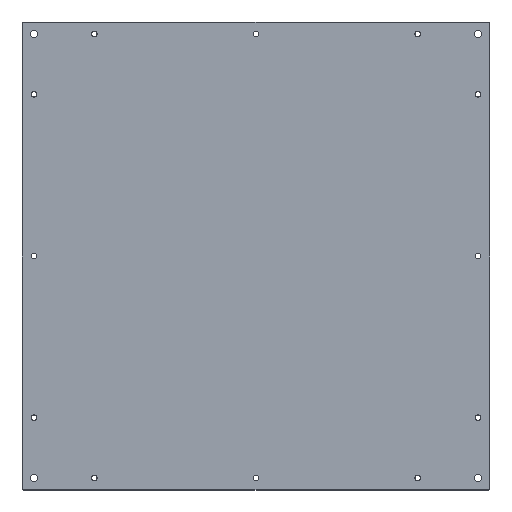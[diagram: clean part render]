
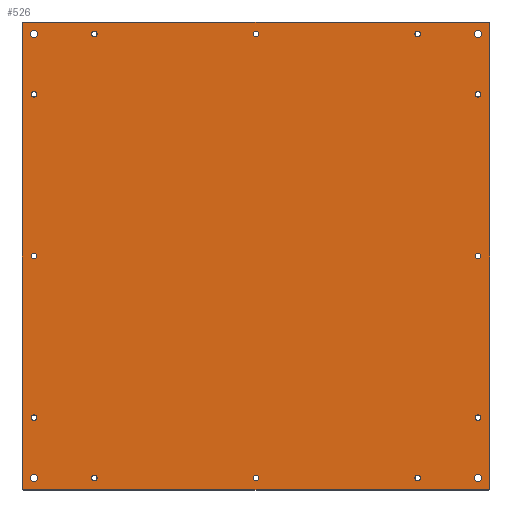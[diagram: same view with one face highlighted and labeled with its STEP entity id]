
A CAD part, top view. The second image highlights one B-rep face of the part: STEP entity #526.
In plain terms, the highlighted planar face has unit normal (0, 0, 1).
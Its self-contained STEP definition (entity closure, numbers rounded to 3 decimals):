
#34=FACE_BOUND('',#93,.T.);
#35=FACE_BOUND('',#94,.T.);
#36=FACE_BOUND('',#95,.T.);
#37=FACE_BOUND('',#96,.T.);
#38=FACE_BOUND('',#97,.T.);
#39=FACE_BOUND('',#98,.T.);
#40=FACE_BOUND('',#99,.T.);
#41=FACE_BOUND('',#100,.T.);
#42=FACE_BOUND('',#101,.T.);
#43=FACE_BOUND('',#102,.T.);
#44=FACE_BOUND('',#103,.T.);
#45=FACE_BOUND('',#104,.T.);
#46=FACE_BOUND('',#105,.T.);
#47=FACE_BOUND('',#106,.T.);
#48=FACE_BOUND('',#107,.T.);
#49=FACE_BOUND('',#108,.T.);
#66=FACE_OUTER_BOUND('',#92,.T.);
#92=EDGE_LOOP('',(#374,#375,#376,#377,#378,#379,#380,#381));
#93=EDGE_LOOP('',(#382));
#94=EDGE_LOOP('',(#383));
#95=EDGE_LOOP('',(#384));
#96=EDGE_LOOP('',(#385));
#97=EDGE_LOOP('',(#386));
#98=EDGE_LOOP('',(#387));
#99=EDGE_LOOP('',(#388));
#100=EDGE_LOOP('',(#389));
#101=EDGE_LOOP('',(#390));
#102=EDGE_LOOP('',(#391));
#103=EDGE_LOOP('',(#392));
#104=EDGE_LOOP('',(#393));
#105=EDGE_LOOP('',(#394));
#106=EDGE_LOOP('',(#395));
#107=EDGE_LOOP('',(#396));
#108=EDGE_LOOP('',(#397));
#150=LINE('',#804,#182);
#151=LINE('',#808,#183);
#152=LINE('',#812,#184);
#153=LINE('',#815,#185);
#182=VECTOR('',#638,10.);
#183=VECTOR('',#641,10.);
#184=VECTOR('',#644,10.);
#185=VECTOR('',#647,10.);
#214=CIRCLE('',#567,2.);
#215=CIRCLE('',#568,2.);
#216=CIRCLE('',#569,2.);
#217=CIRCLE('',#570,2.);
#218=CIRCLE('',#571,4.5);
#219=CIRCLE('',#572,4.5);
#220=CIRCLE('',#573,4.5);
#221=CIRCLE('',#574,4.5);
#222=CIRCLE('',#575,3.5);
#223=CIRCLE('',#576,3.5);
#224=CIRCLE('',#577,3.5);
#225=CIRCLE('',#578,3.5);
#226=CIRCLE('',#579,3.5);
#227=CIRCLE('',#580,3.5);
#228=CIRCLE('',#581,3.5);
#229=CIRCLE('',#582,3.5);
#230=CIRCLE('',#583,3.5);
#231=CIRCLE('',#584,3.5);
#232=CIRCLE('',#585,3.5);
#233=CIRCLE('',#586,3.5);
#254=VERTEX_POINT('',#800);
#255=VERTEX_POINT('',#801);
#256=VERTEX_POINT('',#803);
#257=VERTEX_POINT('',#805);
#258=VERTEX_POINT('',#807);
#259=VERTEX_POINT('',#809);
#260=VERTEX_POINT('',#811);
#261=VERTEX_POINT('',#813);
#262=VERTEX_POINT('',#816);
#263=VERTEX_POINT('',#818);
#264=VERTEX_POINT('',#820);
#265=VERTEX_POINT('',#822);
#266=VERTEX_POINT('',#824);
#267=VERTEX_POINT('',#826);
#268=VERTEX_POINT('',#828);
#269=VERTEX_POINT('',#830);
#270=VERTEX_POINT('',#832);
#271=VERTEX_POINT('',#834);
#272=VERTEX_POINT('',#836);
#273=VERTEX_POINT('',#838);
#274=VERTEX_POINT('',#840);
#275=VERTEX_POINT('',#842);
#276=VERTEX_POINT('',#844);
#277=VERTEX_POINT('',#846);
#302=EDGE_CURVE('',#254,#255,#214,.T.);
#303=EDGE_CURVE('',#254,#256,#150,.T.);
#304=EDGE_CURVE('',#257,#256,#215,.T.);
#305=EDGE_CURVE('',#258,#257,#151,.T.);
#306=EDGE_CURVE('',#259,#258,#216,.T.);
#307=EDGE_CURVE('',#260,#259,#152,.T.);
#308=EDGE_CURVE('',#261,#260,#217,.T.);
#309=EDGE_CURVE('',#255,#261,#153,.T.);
#310=EDGE_CURVE('',#262,#262,#218,.T.);
#311=EDGE_CURVE('',#263,#263,#219,.T.);
#312=EDGE_CURVE('',#264,#264,#220,.T.);
#313=EDGE_CURVE('',#265,#265,#221,.T.);
#314=EDGE_CURVE('',#266,#266,#222,.T.);
#315=EDGE_CURVE('',#267,#267,#223,.T.);
#316=EDGE_CURVE('',#268,#268,#224,.T.);
#317=EDGE_CURVE('',#269,#269,#225,.T.);
#318=EDGE_CURVE('',#270,#270,#226,.T.);
#319=EDGE_CURVE('',#271,#271,#227,.T.);
#320=EDGE_CURVE('',#272,#272,#228,.T.);
#321=EDGE_CURVE('',#273,#273,#229,.T.);
#322=EDGE_CURVE('',#274,#274,#230,.T.);
#323=EDGE_CURVE('',#275,#275,#231,.T.);
#324=EDGE_CURVE('',#276,#276,#232,.T.);
#325=EDGE_CURVE('',#277,#277,#233,.T.);
#374=ORIENTED_EDGE('',*,*,#302,.F.);
#375=ORIENTED_EDGE('',*,*,#303,.T.);
#376=ORIENTED_EDGE('',*,*,#304,.F.);
#377=ORIENTED_EDGE('',*,*,#305,.F.);
#378=ORIENTED_EDGE('',*,*,#306,.F.);
#379=ORIENTED_EDGE('',*,*,#307,.F.);
#380=ORIENTED_EDGE('',*,*,#308,.F.);
#381=ORIENTED_EDGE('',*,*,#309,.F.);
#382=ORIENTED_EDGE('',*,*,#310,.T.);
#383=ORIENTED_EDGE('',*,*,#311,.T.);
#384=ORIENTED_EDGE('',*,*,#312,.T.);
#385=ORIENTED_EDGE('',*,*,#313,.T.);
#386=ORIENTED_EDGE('',*,*,#314,.T.);
#387=ORIENTED_EDGE('',*,*,#315,.T.);
#388=ORIENTED_EDGE('',*,*,#316,.T.);
#389=ORIENTED_EDGE('',*,*,#317,.T.);
#390=ORIENTED_EDGE('',*,*,#318,.T.);
#391=ORIENTED_EDGE('',*,*,#319,.T.);
#392=ORIENTED_EDGE('',*,*,#320,.T.);
#393=ORIENTED_EDGE('',*,*,#321,.T.);
#394=ORIENTED_EDGE('',*,*,#322,.T.);
#395=ORIENTED_EDGE('',*,*,#323,.T.);
#396=ORIENTED_EDGE('',*,*,#324,.T.);
#397=ORIENTED_EDGE('',*,*,#325,.T.);
#518=PLANE('',#566);
#526=ADVANCED_FACE('',(#66,#34,#35,#36,#37,#38,#39,#40,#41,#42,#43,#44,
#45,#46,#47,#48,#49),#518,.T.);
#566=AXIS2_PLACEMENT_3D('',#799,#634,#635);
#567=AXIS2_PLACEMENT_3D('',#802,#636,#637);
#568=AXIS2_PLACEMENT_3D('',#806,#639,#640);
#569=AXIS2_PLACEMENT_3D('',#810,#642,#643);
#570=AXIS2_PLACEMENT_3D('',#814,#645,#646);
#571=AXIS2_PLACEMENT_3D('',#817,#648,#649);
#572=AXIS2_PLACEMENT_3D('',#819,#650,#651);
#573=AXIS2_PLACEMENT_3D('',#821,#652,#653);
#574=AXIS2_PLACEMENT_3D('',#823,#654,#655);
#575=AXIS2_PLACEMENT_3D('',#825,#656,#657);
#576=AXIS2_PLACEMENT_3D('',#827,#658,#659);
#577=AXIS2_PLACEMENT_3D('',#829,#660,#661);
#578=AXIS2_PLACEMENT_3D('',#831,#662,#663);
#579=AXIS2_PLACEMENT_3D('',#833,#664,#665);
#580=AXIS2_PLACEMENT_3D('',#835,#666,#667);
#581=AXIS2_PLACEMENT_3D('',#837,#668,#669);
#582=AXIS2_PLACEMENT_3D('',#839,#670,#671);
#583=AXIS2_PLACEMENT_3D('',#841,#672,#673);
#584=AXIS2_PLACEMENT_3D('',#843,#674,#675);
#585=AXIS2_PLACEMENT_3D('',#845,#676,#677);
#586=AXIS2_PLACEMENT_3D('',#847,#678,#679);
#634=DIRECTION('center_axis',(0.,0.,1.));
#635=DIRECTION('ref_axis',(0.,-1.,0.));
#636=DIRECTION('center_axis',(0.,0.,-1.));
#637=DIRECTION('ref_axis',(-0.707,-0.707,0.));
#638=DIRECTION('',(1.,0.,0.));
#639=DIRECTION('center_axis',(0.,0.,-1.));
#640=DIRECTION('ref_axis',(0.707,-0.707,0.));
#641=DIRECTION('',(0.,-1.,0.));
#642=DIRECTION('center_axis',(0.,0.,-1.));
#643=DIRECTION('ref_axis',(0.707,0.707,0.));
#644=DIRECTION('',(1.,0.,0.));
#645=DIRECTION('center_axis',(0.,0.,-1.));
#646=DIRECTION('ref_axis',(-0.707,0.707,0.));
#647=DIRECTION('',(0.,1.,0.));
#648=DIRECTION('center_axis',(0.,0.,-1.));
#649=DIRECTION('ref_axis',(1.,0.,0.));
#650=DIRECTION('center_axis',(0.,0.,-1.));
#651=DIRECTION('ref_axis',(1.,0.,0.));
#652=DIRECTION('center_axis',(0.,0.,-1.));
#653=DIRECTION('ref_axis',(1.,0.,0.));
#654=DIRECTION('center_axis',(0.,0.,-1.));
#655=DIRECTION('ref_axis',(1.,0.,0.));
#656=DIRECTION('center_axis',(0.,0.,-1.));
#657=DIRECTION('ref_axis',(1.,0.,0.));
#658=DIRECTION('center_axis',(0.,0.,-1.));
#659=DIRECTION('ref_axis',(1.,0.,0.));
#660=DIRECTION('center_axis',(0.,0.,-1.));
#661=DIRECTION('ref_axis',(1.,0.,0.));
#662=DIRECTION('center_axis',(0.,0.,-1.));
#663=DIRECTION('ref_axis',(1.,0.,0.));
#664=DIRECTION('center_axis',(0.,0.,-1.));
#665=DIRECTION('ref_axis',(-1.,0.,0.));
#666=DIRECTION('center_axis',(0.,0.,-1.));
#667=DIRECTION('ref_axis',(-1.,0.,0.));
#668=DIRECTION('center_axis',(0.,0.,-1.));
#669=DIRECTION('ref_axis',(-1.,0.,0.));
#670=DIRECTION('center_axis',(0.,0.,-1.));
#671=DIRECTION('ref_axis',(-1.,0.,0.));
#672=DIRECTION('center_axis',(0.,0.,-1.));
#673=DIRECTION('ref_axis',(-1.,0.,0.));
#674=DIRECTION('center_axis',(0.,0.,-1.));
#675=DIRECTION('ref_axis',(-1.,0.,0.));
#676=DIRECTION('center_axis',(0.,0.,-1.));
#677=DIRECTION('ref_axis',(-1.,0.,0.));
#678=DIRECTION('center_axis',(0.,0.,-1.));
#679=DIRECTION('ref_axis',(-1.,0.,0.));
#799=CARTESIAN_POINT('Origin',(-4.5,-0.5,2.));
#800=CARTESIAN_POINT('',(-291.,-293.,2.));
#801=CARTESIAN_POINT('',(-293.,-291.,2.));
#802=CARTESIAN_POINT('Origin',(-291.,-291.,2.));
#803=CARTESIAN_POINT('',(291.,-293.,2.));
#804=CARTESIAN_POINT('',(-3.,-293.,2.));
#805=CARTESIAN_POINT('',(293.,-291.,2.));
#806=CARTESIAN_POINT('Origin',(291.,-291.,2.));
#807=CARTESIAN_POINT('',(293.,291.,2.));
#808=CARTESIAN_POINT('',(293.,-0.5,2.));
#809=CARTESIAN_POINT('',(291.,293.,2.));
#810=CARTESIAN_POINT('Origin',(291.,291.,2.));
#811=CARTESIAN_POINT('',(-291.,293.,2.));
#812=CARTESIAN_POINT('',(-3.,293.,2.));
#813=CARTESIAN_POINT('',(-293.,291.,2.));
#814=CARTESIAN_POINT('Origin',(-291.,291.,2.));
#815=CARTESIAN_POINT('',(-293.,-3.,2.));
#816=CARTESIAN_POINT('',(-282.496,-277.998,2.));
#817=CARTESIAN_POINT('Origin',(-277.996,-277.998,2.));
#818=CARTESIAN_POINT('',(273.5,-278.,2.));
#819=CARTESIAN_POINT('Origin',(278.,-278.,2.));
#820=CARTESIAN_POINT('',(-282.495,277.998,2.));
#821=CARTESIAN_POINT('Origin',(-277.995,277.998,2.));
#822=CARTESIAN_POINT('',(273.502,277.996,2.));
#823=CARTESIAN_POINT('Origin',(278.002,277.996,2.));
#824=CARTESIAN_POINT('',(-281.495,0.,2.));
#825=CARTESIAN_POINT('Origin',(-277.995,0.,
2.));
#826=CARTESIAN_POINT('',(-3.5,-277.998,2.));
#827=CARTESIAN_POINT('Origin',(0.,-277.998,2.));
#828=CARTESIAN_POINT('',(-3.5,277.996,2.));
#829=CARTESIAN_POINT('Origin',(0.,277.996,2.));
#830=CARTESIAN_POINT('',(274.5,0.,2.));
#831=CARTESIAN_POINT('Origin',(278.,0.,2.));
#832=CARTESIAN_POINT('',(281.5,-202.5,2.));
#833=CARTESIAN_POINT('Origin',(278.,-202.5,2.));
#834=CARTESIAN_POINT('',(281.5,202.5,2.));
#835=CARTESIAN_POINT('Origin',(278.,202.5,2.));
#836=CARTESIAN_POINT('',(-199.,-277.998,2.));
#837=CARTESIAN_POINT('Origin',(-202.5,-277.998,2.));
#838=CARTESIAN_POINT('',(206.,-277.998,2.));
#839=CARTESIAN_POINT('Origin',(202.5,-277.998,2.));
#840=CARTESIAN_POINT('',(-274.495,202.5,2.));
#841=CARTESIAN_POINT('Origin',(-277.995,202.5,2.));
#842=CARTESIAN_POINT('',(-274.495,-202.5,2.));
#843=CARTESIAN_POINT('Origin',(-277.995,-202.5,2.));
#844=CARTESIAN_POINT('',(206.,277.996,2.));
#845=CARTESIAN_POINT('Origin',(202.5,277.996,2.));
#846=CARTESIAN_POINT('',(-199.,277.996,2.));
#847=CARTESIAN_POINT('Origin',(-202.5,277.996,2.));
